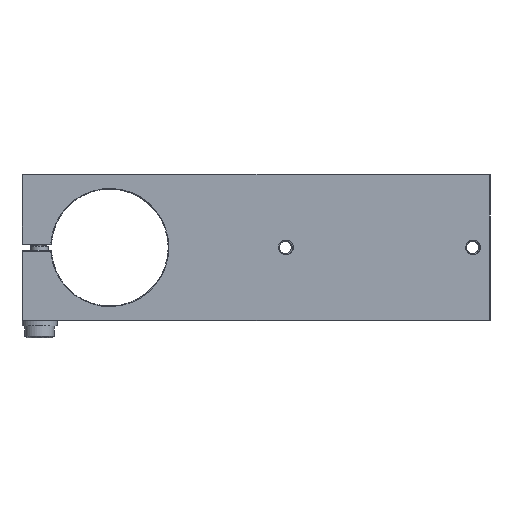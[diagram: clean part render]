
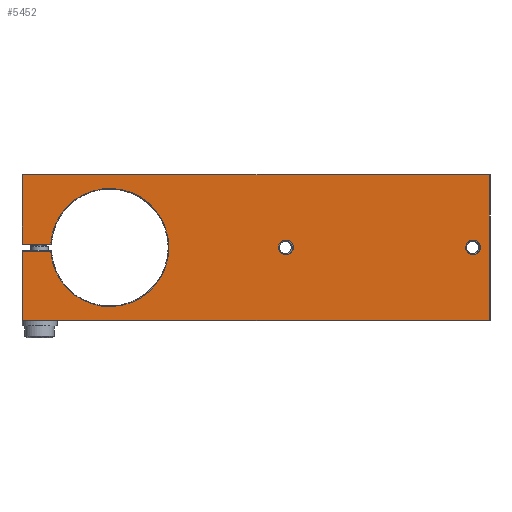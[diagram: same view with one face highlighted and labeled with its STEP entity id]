
A CAD part, left-side view. The second image highlights one B-rep face of the part: STEP entity #5452.
In plain terms, the highlighted planar face has unit normal (-1, 0, 0).
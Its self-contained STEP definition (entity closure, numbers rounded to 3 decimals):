
#53=FACE_BOUND('',#1125,.T.);
#54=FACE_BOUND('',#1126,.T.);
#72=PLANE('',#5841);
#514=B_SPLINE_CURVE_WITH_KNOTS('',3,(#16503,#16504,#16505,#16506,#16507,
#16508,#16509,#16510,#16511,#16512,#16513,#16514,#16515,#16516),
 .UNSPECIFIED.,.F.,.F.,(4,2,2,2,2,2,4),(-0.473,-0.413,
-0.355,-0.261,-0.171,-0.084,
-0.001),.UNSPECIFIED.);
#525=B_SPLINE_CURVE_WITH_KNOTS('',3,(#16818,#16819,#16820,#16821,#16822,
#16823,#16824,#16825,#16826,#16827,#16828,#16829),.UNSPECIFIED.,.F.,.F.,
(4,2,2,2,2,4),(-0.473,-0.373,-0.284,
-0.193,0.,0.001),.UNSPECIFIED.);
#532=B_SPLINE_CURVE_WITH_KNOTS('',3,(#17493,#17494,#17495,#17496,#17497,
#17498,#17499,#17500,#17501,#17502,#17503,#17504,#17505,#17506),
 .UNSPECIFIED.,.F.,.F.,(4,2,2,2,2,2,4),(-0.473,-0.472,
-0.413,-0.355,-0.261,-0.084,
-0.001),.UNSPECIFIED.);
#533=B_SPLINE_CURVE_WITH_KNOTS('',3,(#17510,#17511,#17512,#17513,#17514,
#17515,#17516,#17517,#17518,#17519,#17520,#17521,#17522,#17523),
 .UNSPECIFIED.,.F.,.F.,(4,2,2,2,2,2,4),(-0.473,-0.424,
-0.373,-0.284,-0.193,0.,0.001),
 .UNSPECIFIED.);
#812=FACE_OUTER_BOUND('',#1124,.T.);
#1124=EDGE_LOOP('',(#4389,#4390,#4391,#4392,#4393,#4394,#4395,#4396));
#1125=EDGE_LOOP('',(#4397,#4398,#4399,#4400));
#1126=EDGE_LOOP('',(#4401,#4402,#4403,#4404));
#1246=CIRCLE('',#5837,2.317);
#1247=CIRCLE('',#5839,2.76);
#1248=CIRCLE('',#5842,20.2);
#1249=CIRCLE('',#5843,2.76);
#1250=CIRCLE('',#5844,2.317);
#1537=LINE('',#17479,#1843);
#1538=LINE('',#17481,#1844);
#1539=LINE('',#17483,#1845);
#1540=LINE('',#17485,#1846);
#1541=LINE('',#17487,#1847);
#1542=LINE('',#17489,#1848);
#1543=LINE('',#17490,#1849);
#1843=VECTOR('',#6719,10.);
#1844=VECTOR('',#6720,10.);
#1845=VECTOR('',#6721,10.);
#1846=VECTOR('',#6722,10.);
#1847=VECTOR('',#6723,10.);
#1848=VECTOR('',#6724,10.);
#1849=VECTOR('',#6725,10.);
#2399=VERTEX_POINT('',#16501);
#2400=VERTEX_POINT('',#16502);
#2404=VERTEX_POINT('',#16587);
#2407=VERTEX_POINT('',#16728);
#2409=VERTEX_POINT('',#17475);
#2410=VERTEX_POINT('',#17476);
#2411=VERTEX_POINT('',#17478);
#2412=VERTEX_POINT('',#17480);
#2413=VERTEX_POINT('',#17482);
#2414=VERTEX_POINT('',#17484);
#2415=VERTEX_POINT('',#17486);
#2416=VERTEX_POINT('',#17488);
#2417=VERTEX_POINT('',#17491);
#2418=VERTEX_POINT('',#17492);
#2419=VERTEX_POINT('',#17507);
#2420=VERTEX_POINT('',#17509);
#3157=EDGE_CURVE('',#2399,#2400,#514,.T.);
#3162=EDGE_CURVE('',#2400,#2404,#1246,.T.);
#3168=EDGE_CURVE('',#2407,#2399,#1247,.T.);
#3170=EDGE_CURVE('',#2404,#2407,#525,.T.);
#3177=EDGE_CURVE('',#2409,#2410,#1248,.T.);
#3178=EDGE_CURVE('',#2411,#2409,#1537,.T.);
#3179=EDGE_CURVE('',#2412,#2411,#1538,.T.);
#3180=EDGE_CURVE('',#2413,#2412,#1539,.T.);
#3181=EDGE_CURVE('',#2414,#2413,#1540,.T.);
#3182=EDGE_CURVE('',#2415,#2414,#1541,.T.);
#3183=EDGE_CURVE('',#2416,#2415,#1542,.T.);
#3184=EDGE_CURVE('',#2410,#2416,#1543,.T.);
#3185=EDGE_CURVE('',#2417,#2418,#532,.T.);
#3186=EDGE_CURVE('',#2419,#2417,#1249,.T.);
#3187=EDGE_CURVE('',#2420,#2419,#533,.T.);
#3188=EDGE_CURVE('',#2418,#2420,#1250,.T.);
#4389=ORIENTED_EDGE('',*,*,#3177,.F.);
#4390=ORIENTED_EDGE('',*,*,#3178,.F.);
#4391=ORIENTED_EDGE('',*,*,#3179,.F.);
#4392=ORIENTED_EDGE('',*,*,#3180,.F.);
#4393=ORIENTED_EDGE('',*,*,#3181,.F.);
#4394=ORIENTED_EDGE('',*,*,#3182,.F.);
#4395=ORIENTED_EDGE('',*,*,#3183,.F.);
#4396=ORIENTED_EDGE('',*,*,#3184,.F.);
#4397=ORIENTED_EDGE('',*,*,#3185,.F.);
#4398=ORIENTED_EDGE('',*,*,#3186,.F.);
#4399=ORIENTED_EDGE('',*,*,#3187,.F.);
#4400=ORIENTED_EDGE('',*,*,#3188,.F.);
#4401=ORIENTED_EDGE('',*,*,#3157,.F.);
#4402=ORIENTED_EDGE('',*,*,#3168,.F.);
#4403=ORIENTED_EDGE('',*,*,#3170,.F.);
#4404=ORIENTED_EDGE('',*,*,#3162,.F.);
#5452=ADVANCED_FACE('',(#812,#53,#54),#72,.T.);
#5837=AXIS2_PLACEMENT_3D('',#16588,#6707,#6708);
#5839=AXIS2_PLACEMENT_3D('',#16742,#6711,#6712);
#5841=AXIS2_PLACEMENT_3D('',#17474,#6715,#6716);
#5842=AXIS2_PLACEMENT_3D('',#17477,#6717,#6718);
#5843=AXIS2_PLACEMENT_3D('',#17508,#6726,#6727);
#5844=AXIS2_PLACEMENT_3D('',#17524,#6728,#6729);
#6707=DIRECTION('center_axis',(-1.,0.,0.));
#6708=DIRECTION('ref_axis',(0.,1.,0.));
#6711=DIRECTION('center_axis',(-1.,0.,0.));
#6712=DIRECTION('ref_axis',(0.,-1.,0.));
#6715=DIRECTION('center_axis',(-1.,0.,0.));
#6716=DIRECTION('ref_axis',(0.,-1.,0.));
#6717=DIRECTION('center_axis',(-1.,0.,0.));
#6718=DIRECTION('ref_axis',(0.,0.,-1.));
#6719=DIRECTION('',(0.,-1.,0.));
#6720=DIRECTION('',(0.,0.,1.));
#6721=DIRECTION('',(0.,1.,0.));
#6722=DIRECTION('',(0.,0.,-1.));
#6723=DIRECTION('',(0.,-1.,0.));
#6724=DIRECTION('',(0.,0.,1.));
#6725=DIRECTION('',(0.,1.,0.));
#6726=DIRECTION('center_axis',(-1.,0.,0.));
#6727=DIRECTION('ref_axis',(0.,-1.,0.));
#6728=DIRECTION('center_axis',(-1.,0.,0.));
#6729=DIRECTION('ref_axis',(0.,1.,0.));
#16501=CARTESIAN_POINT('',(0.,3.456,26.07));
#16502=CARTESIAN_POINT('',(0.,7.721,26.551));
#16503=CARTESIAN_POINT('Ctrl Pts',(0.,3.456,26.07));
#16504=CARTESIAN_POINT('Ctrl Pts',(0.,3.554,26.261));
#16505=CARTESIAN_POINT('Ctrl Pts',(0.,3.675,26.442));
#16506=CARTESIAN_POINT('Ctrl Pts',(0.,3.956,26.763));
#16507=CARTESIAN_POINT('Ctrl Pts',(0.,4.111,26.905));
#16508=CARTESIAN_POINT('Ctrl Pts',(0.,4.558,27.224));
#16509=CARTESIAN_POINT('Ctrl Pts',(0.,4.869,27.366));
#16510=CARTESIAN_POINT('Ctrl Pts',(0.,5.518,27.519));
#16511=CARTESIAN_POINT('Ctrl Pts',(0.,5.849,27.532));
#16512=CARTESIAN_POINT('Ctrl Pts',(0.,6.486,27.43));
#16513=CARTESIAN_POINT('Ctrl Pts',(0.,6.786,27.321));
#16514=CARTESIAN_POINT('Ctrl Pts',(0.,7.315,26.999));
#16515=CARTESIAN_POINT('Ctrl Pts',(0.,7.541,26.794));
#16516=CARTESIAN_POINT('Ctrl Pts',(0.,7.721,26.551));
#16587=CARTESIAN_POINT('',(0.,7.251,23.05));
#16588=CARTESIAN_POINT('Origin',(0.,6.,25.));
#16728=CARTESIAN_POINT('',(0.,3.264,24.639));
#16742=CARTESIAN_POINT('Origin',(0.,6.,25.));
#16818=CARTESIAN_POINT('Ctrl Pts',(0.,7.251,23.05));
#16819=CARTESIAN_POINT('Ctrl Pts',(0.,6.964,22.824));
#16820=CARTESIAN_POINT('Ctrl Pts',(0.,6.623,22.669));
#16821=CARTESIAN_POINT('Ctrl Pts',(0.,5.953,22.532));
#16822=CARTESIAN_POINT('Ctrl Pts',(0.,5.631,22.531));
#16823=CARTESIAN_POINT('Ctrl Pts',(0.,4.993,22.653));
#16824=CARTESIAN_POINT('Ctrl Pts',(0.,4.684,22.779));
#16825=CARTESIAN_POINT('Ctrl Pts',(0.,3.824,23.338));
#16826=CARTESIAN_POINT('Ctrl Pts',(0.,3.412,23.954));
#16827=CARTESIAN_POINT('Ctrl Pts',(0.,3.265,24.634));
#16828=CARTESIAN_POINT('Ctrl Pts',(0.,3.264,24.637));
#16829=CARTESIAN_POINT('Ctrl Pts',(0.,3.264,24.639));
#17474=CARTESIAN_POINT('Origin',(0.,160.,0.));
#17475=CARTESIAN_POINT('',(0.,150.164,23.8));
#17476=CARTESIAN_POINT('',(0.,150.164,26.2));
#17477=CARTESIAN_POINT('Origin',(0.,130.,25.));
#17478=CARTESIAN_POINT('',(0.,159.8,23.8));
#17479=CARTESIAN_POINT('',(0.,166.25,23.8));
#17480=CARTESIAN_POINT('',(0.,159.8,0.2));
#17481=CARTESIAN_POINT('',(0.,159.8,0.));
#17482=CARTESIAN_POINT('',(0.,0.2,0.2));
#17483=CARTESIAN_POINT('',(0.,120.,0.2));
#17484=CARTESIAN_POINT('',(0.,0.2,49.8));
#17485=CARTESIAN_POINT('',(0.,0.2,0.));
#17486=CARTESIAN_POINT('',(0.,159.8,49.8));
#17487=CARTESIAN_POINT('',(0.,120.,49.8));
#17488=CARTESIAN_POINT('',(0.,159.8,26.2));
#17489=CARTESIAN_POINT('',(0.,159.8,0.));
#17490=CARTESIAN_POINT('',(0.,153.75,26.2));
#17491=CARTESIAN_POINT('',(0.,67.456,26.07));
#17492=CARTESIAN_POINT('',(0.,71.721,26.551));
#17493=CARTESIAN_POINT('Ctrl Pts',(0.,67.455,26.07));
#17494=CARTESIAN_POINT('Ctrl Pts',(0.,67.456,26.073));
#17495=CARTESIAN_POINT('Ctrl Pts',(0.,67.458,26.076));
#17496=CARTESIAN_POINT('Ctrl Pts',(0.,67.558,26.267));
#17497=CARTESIAN_POINT('Ctrl Pts',(0.,67.678,26.445));
#17498=CARTESIAN_POINT('Ctrl Pts',(0.,67.956,26.764));
#17499=CARTESIAN_POINT('Ctrl Pts',(0.,68.111,26.905));
#17500=CARTESIAN_POINT('Ctrl Pts',(0.,68.557,27.224));
#17501=CARTESIAN_POINT('Ctrl Pts',(0.,68.868,27.366));
#17502=CARTESIAN_POINT('Ctrl Pts',(0.,69.824,27.592));
#17503=CARTESIAN_POINT('Ctrl Pts',(0.,70.506,27.493));
#17504=CARTESIAN_POINT('Ctrl Pts',(0.,71.315,26.998));
#17505=CARTESIAN_POINT('Ctrl Pts',(0.,71.541,26.794));
#17506=CARTESIAN_POINT('Ctrl Pts',(0.,71.721,26.551));
#17507=CARTESIAN_POINT('',(0.,67.264,24.639));
#17508=CARTESIAN_POINT('Origin',(0.,70.,25.));
#17509=CARTESIAN_POINT('',(0.,71.251,23.05));
#17510=CARTESIAN_POINT('Ctrl Pts',(0.,71.251,23.05));
#17511=CARTESIAN_POINT('Ctrl Pts',(0.,71.111,22.94));
#17512=CARTESIAN_POINT('Ctrl Pts',(0.,70.957,22.845));
#17513=CARTESIAN_POINT('Ctrl Pts',(0.,70.626,22.692));
#17514=CARTESIAN_POINT('Ctrl Pts',(0.,70.449,22.633));
#17515=CARTESIAN_POINT('Ctrl Pts',(0.,69.953,22.532));
#17516=CARTESIAN_POINT('Ctrl Pts',(0.,69.631,22.531));
#17517=CARTESIAN_POINT('Ctrl Pts',(0.,68.993,22.653));
#17518=CARTESIAN_POINT('Ctrl Pts',(0.,68.684,22.779));
#17519=CARTESIAN_POINT('Ctrl Pts',(0.,67.824,23.338));
#17520=CARTESIAN_POINT('Ctrl Pts',(0.,67.412,23.954));
#17521=CARTESIAN_POINT('Ctrl Pts',(0.,67.265,24.634));
#17522=CARTESIAN_POINT('Ctrl Pts',(0.,67.264,24.637));
#17523=CARTESIAN_POINT('Ctrl Pts',(0.,67.264,24.639));
#17524=CARTESIAN_POINT('Origin',(0.,70.,25.));
